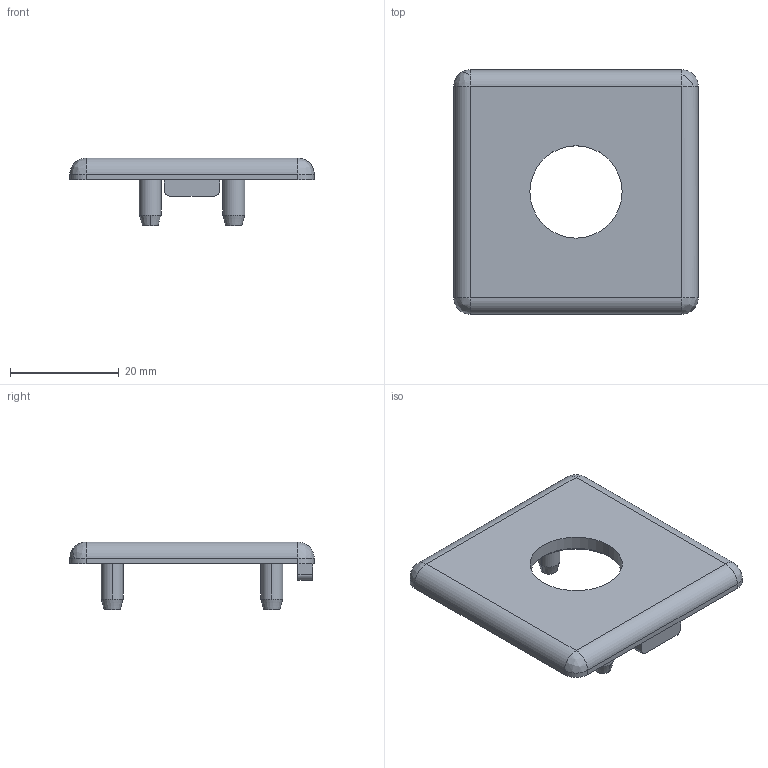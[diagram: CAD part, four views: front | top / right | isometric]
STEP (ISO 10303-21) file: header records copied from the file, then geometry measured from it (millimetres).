
FILE_DESCRIPTION (( 'STEP AP203' ), '1' );
FILE_NAME ('411523442.STEP', '2022-08-27T16:44:05', ( '' ), ( '' ), 'SwSTEP 2.0', 'SolidWorks 2014', '' );
FILE_SCHEMA (( 'CONFIG_CONTROL_DESIGN' ));
Length unit declared in the file: millimetre
Products named in the file (1): 411523442
Bounding box: 45 x 45 x 12.5 mm (x, y, z)
Volume: 6067.1 mm3; surface area: 4852 mm2
Topology: 1 solids, 1 shells, 67 faces, 164 edges, 100 vertices
Faces by surface type: cylinder 24, plane 19, bspline 14, cone 10
Entity records: 2467 total; most frequent: CARTESIAN_POINT 846, DIRECTION 334, ORIENTED_EDGE 320, EDGE_CURVE 160, AXIS2_PLACEMENT_3D 132, VERTEX_POINT 100, CIRCLE 78, EDGE_LOOP 74
